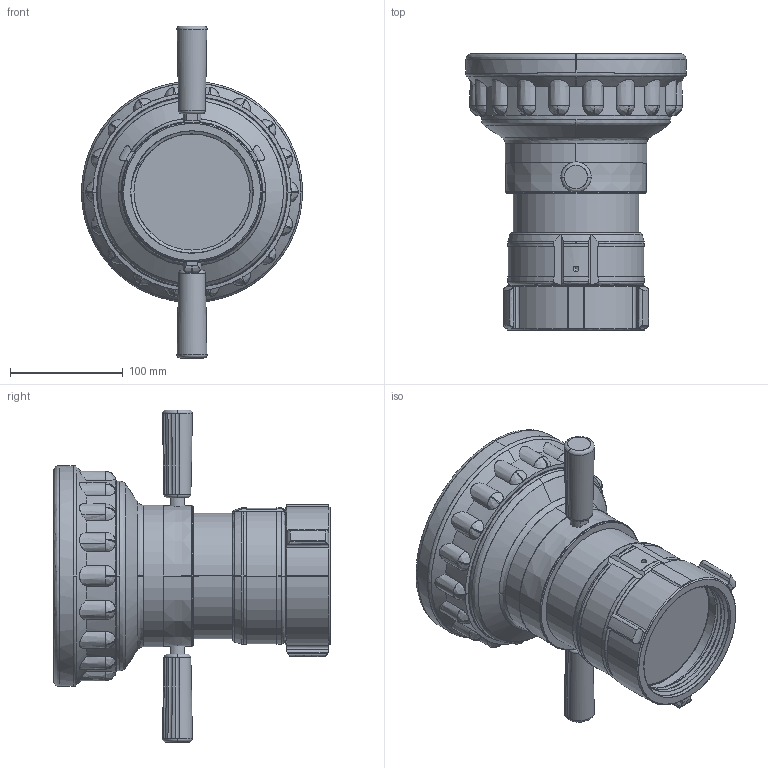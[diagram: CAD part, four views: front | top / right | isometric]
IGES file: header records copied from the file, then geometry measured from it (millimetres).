
Start section: SolidWorks IGES file using analytic representation for surfaces
Global section: file name: SM-2000.igs; native system: SolidWorks 2015; preprocessor: SolidWorks 2015; author: tmott; date: 141212.140506; units: inch
Bounding box: 195.63 x 244.7 x 294.06 mm (x, y, z)
Surface area: 198431 mm2 (no closed solid volume)
Topology: 0 solids, 0 shells, 306 faces, 6001 edges, 5963 vertices
Faces by surface type: bspline 175, revolution 131
